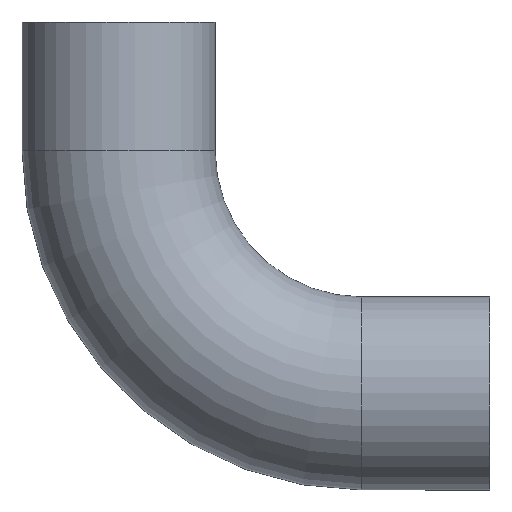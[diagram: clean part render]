
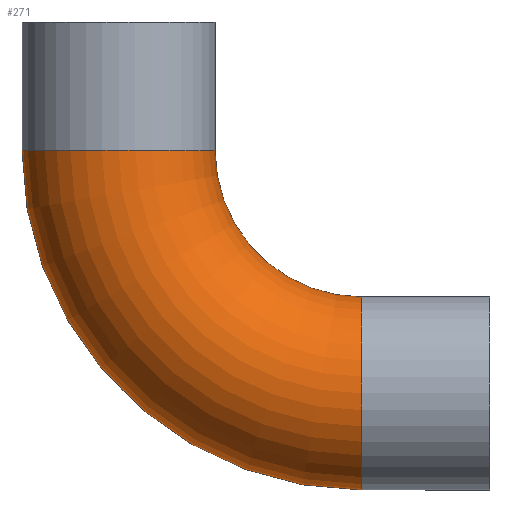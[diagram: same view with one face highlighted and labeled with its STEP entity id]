
A CAD part, front view. The second image highlights one B-rep face of the part: STEP entity #271.
In plain terms, the highlighted toroidal (fillet/blend) face has major radius 76 mm and minor radius 30.15 mm.
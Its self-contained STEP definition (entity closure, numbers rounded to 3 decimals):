
#1 = DIRECTION ( 'NONE',  ( 0., 1., 0. ) ) ;
#12 = VERTEX_POINT ( 'NONE', #329 ) ;
#16 = EDGE_CURVE ( 'NONE', #198, #249, #75, .T. ) ;
#27 = VERTEX_POINT ( 'NONE', #406 ) ;
#35 = CARTESIAN_POINT ( 'NONE',  ( 0., 0., -45.85 ) ) ;
#39 = FACE_OUTER_BOUND ( 'NONE', #159, .T. ) ;
#48 = CIRCLE ( 'NONE', #106, 45.85 ) ;
#51 = ORIENTED_EDGE ( 'NONE', *, *, #211, .T. ) ;
#75 = CIRCLE ( 'NONE', #428, 30.15 ) ;
#104 = DIRECTION ( 'NONE',  ( 1., 0., 0. ) ) ;
#106 = AXIS2_PLACEMENT_3D ( 'NONE', #416, #1, #138 ) ;
#109 = DIRECTION ( 'NONE',  ( 0., 0., 1. ) ) ;
#115 = EDGE_CURVE ( 'NONE', #198, #12, #303, .T. ) ;
#135 = DIRECTION ( 'NONE',  ( 0., 0., 1. ) ) ;
#138 = DIRECTION ( 'NONE',  ( 0., 0., 1. ) ) ;
#142 = CARTESIAN_POINT ( 'NONE',  ( 0., 0., 0. ) ) ;
#156 = CARTESIAN_POINT ( 'NONE',  ( 0., 0., -76. ) ) ;
#159 = EDGE_LOOP ( 'NONE', ( #425, #265, #51, #435 ) ) ;
#171 = CARTESIAN_POINT ( 'NONE',  ( 0., 0., 0. ) ) ;
#198 = VERTEX_POINT ( 'NONE', #311 ) ;
#205 = AXIS2_PLACEMENT_3D ( 'NONE', #384, #277, #104 ) ;
#211 = EDGE_CURVE ( 'NONE', #249, #27, #48, .T. ) ;
#249 = VERTEX_POINT ( 'NONE', #35 ) ;
#257 = EDGE_CURVE ( 'NONE', #12, #27, #443, .T. ) ;
#265 = ORIENTED_EDGE ( 'NONE', *, *, #16, .T. ) ;
#271 = ADVANCED_FACE ( 'NONE', ( #39 ), #378, .T. ) ;
#277 = DIRECTION ( 'NONE',  ( 0., 0., 1. ) ) ;
#286 = AXIS2_PLACEMENT_3D ( 'NONE', #171, #449, #135 ) ;
#301 = AXIS2_PLACEMENT_3D ( 'NONE', #142, #388, #109 ) ;
#303 = CIRCLE ( 'NONE', #286, 106.15 ) ;
#311 = CARTESIAN_POINT ( 'NONE',  ( 0., 0., -106.15 ) ) ;
#329 = CARTESIAN_POINT ( 'NONE',  ( -106.15, 0., 0. ) ) ;
#374 = DIRECTION ( 'NONE',  ( 0., 0., 1. ) ) ;
#378 = TOROIDAL_SURFACE ( 'NONE', #301, 76., 30.15 ) ;
#384 = CARTESIAN_POINT ( 'NONE',  ( -76., 0., 0. ) ) ;
#388 = DIRECTION ( 'NONE',  ( 0., 1., 0. ) ) ;
#406 = CARTESIAN_POINT ( 'NONE',  ( -45.85, 0., 0. ) ) ;
#416 = CARTESIAN_POINT ( 'NONE',  ( 0., 0., 0. ) ) ;
#425 = ORIENTED_EDGE ( 'NONE', *, *, #115, .F. ) ;
#428 = AXIS2_PLACEMENT_3D ( 'NONE', #156, #441, #374 ) ;
#435 = ORIENTED_EDGE ( 'NONE', *, *, #257, .F. ) ;
#441 = DIRECTION ( 'NONE',  ( -1., 0., 0. ) ) ;
#443 = CIRCLE ( 'NONE', #205, 30.15 ) ;
#449 = DIRECTION ( 'NONE',  ( 0., 1., 0. ) ) ;
